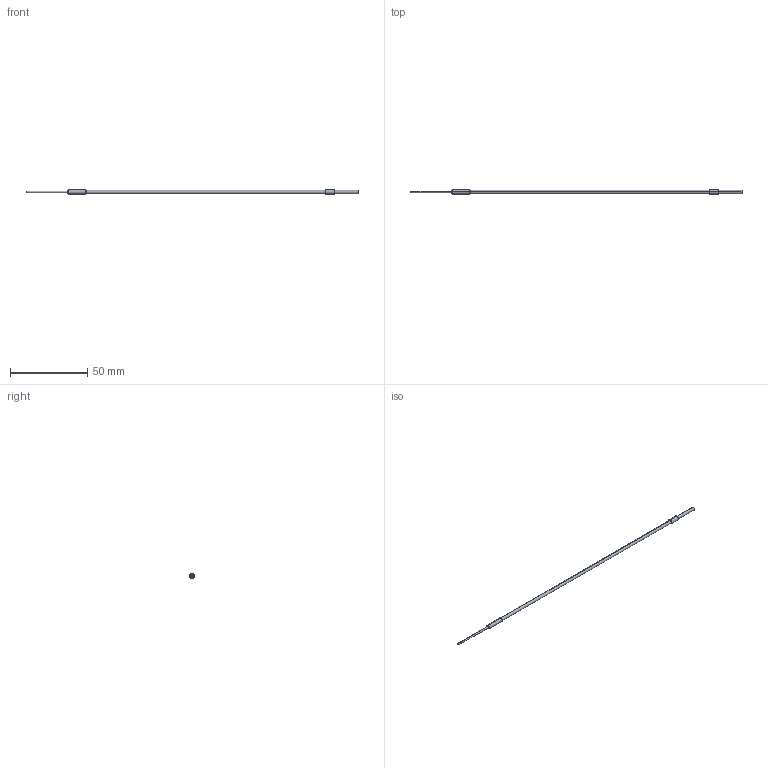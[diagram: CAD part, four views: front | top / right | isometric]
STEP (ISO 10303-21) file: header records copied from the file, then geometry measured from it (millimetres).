
FILE_DESCRIPTION (( 'STEP AP214' ), '1' );
FILE_NAME ('GPF-TH07S-27V2.STEP', '2017-11-18T01:41:19', ( '' ), ( '' ), 'SwSTEP 2.0', 'SolidWorks 2018', '' );
FILE_SCHEMA (( 'AUTOMOTIVE_DESIGN' ));
Length unit declared in the file: millimetre
Products named in the file (4): GPF-TH07S-27V2_HEAD; GPF-TH07S-27V2_GLASS FIBER; GPF-TH07S-27V2_LENS; GPF-TH07S-27V2
Assembly tree (3 placements, depth 2):
  GPF-TH07S-27V2
    GPF-TH07S-27V2_HEAD
    GPF-TH07S-27V2_GLASS FIBER
    GPF-TH07S-27V2_LENS
Bounding box: 215 x 3 x 3 mm (x, y, z)
Volume: 841.8 mm3; surface area: 1510.9 mm2
Topology: 3 solids, 3 shells, 47 faces, 101 edges, 61 vertices
Faces by surface type: plane 26, cylinder 15, cone 4, bspline 2
Entity records: 1429 total; most frequent: CARTESIAN_POINT 261, DIRECTION 235, ORIENTED_EDGE 198, EDGE_CURVE 99, AXIS2_PLACEMENT_3D 91, VERTEX_POINT 61, LINE 53, VECTOR 53
